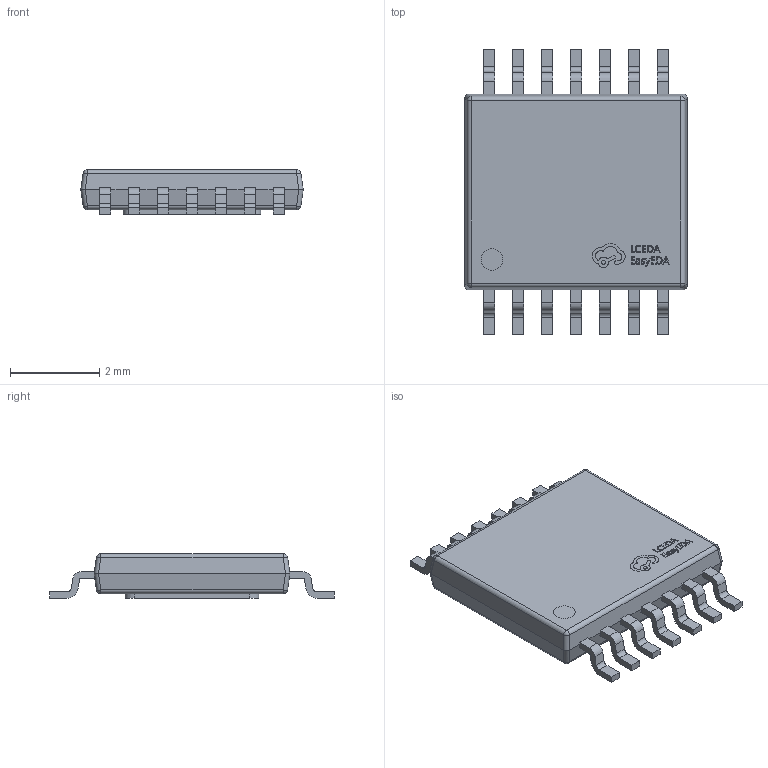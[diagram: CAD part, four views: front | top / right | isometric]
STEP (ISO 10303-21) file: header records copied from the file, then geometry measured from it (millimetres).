
FILE_DESCRIPTION (( 'STEP AP214' ), '1' );
FILE_NAME ('HTSSOP-14_L5.0-W4.4-P0.65-LS6.4-BL-EP3.0.step', '2022-07-26T09:49:08', ( '' ), ( '' ), 'SwSTEP 2.0', 'SolidWorks 2020', '' );
FILE_SCHEMA (( 'AUTOMOTIVE_DESIGN' ));
Length unit declared in the file: millimetre
Products named in the file (1): HTSSOP-14_L5.0-W4.4-P0.65-LS6.4-BL-EP3.0
Bounding box: 5 x 6.4 x 1 mm (x, y, z)
Volume: 20.8 mm3; surface area: 73.5 mm2
Topology: 14 solids, 14 shells, 518 faces, 1411 edges, 930 vertices
Faces by surface type: plane 320, bspline 112, cylinder 78, sphere 8
Entity records: 23292 total; most frequent: CARTESIAN_POINT 4976, ORIENTED_EDGE 2822, DIRECTION 2141, EDGE_CURVE 1411, VECTOR 1031, LINE 1031, VERTEX_POINT 930, AXIS2_PLACEMENT_3D 555
